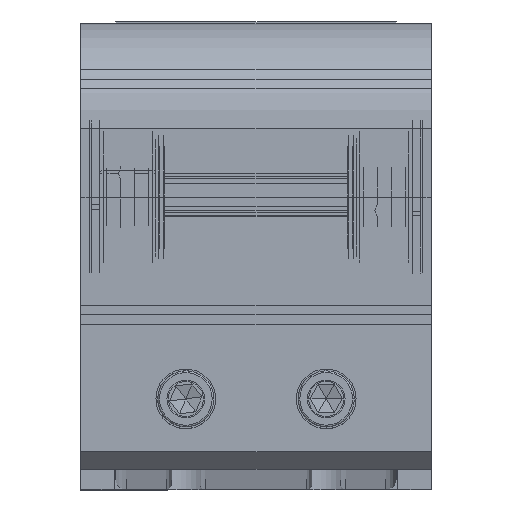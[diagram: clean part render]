
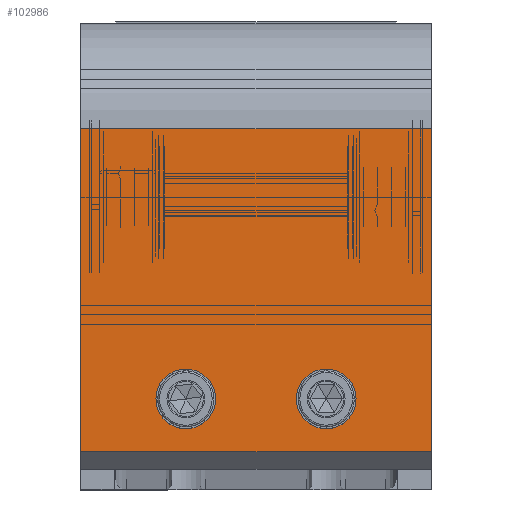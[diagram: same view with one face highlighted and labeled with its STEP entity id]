
A CAD part, top view. The second image highlights one B-rep face of the part: STEP entity #102986.
In plain terms, the highlighted planar face has unit normal (0, 0, 1).
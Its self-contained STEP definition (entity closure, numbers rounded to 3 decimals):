
#396 = DIRECTION ( 'NONE',  ( 1., 0., 0. ) ) ;
#3540 = DIRECTION ( 'NONE',  ( 0., 0., -1. ) ) ;
#4028 = DIRECTION ( 'NONE',  ( 0., 0., 1. ) ) ;
#6682 = ORIENTED_EDGE ( 'NONE', *, *, #102080, .F. ) ;
#21282 = CIRCLE ( 'NONE', #95876, 8.5 ) ;
#30251 = CARTESIAN_POINT ( 'NONE',  ( 131.658, 218.108, 657.202 ) ) ;
#38721 = VECTOR ( 'NONE', #132542, 1000. ) ;
#40826 = CARTESIAN_POINT ( 'NONE',  ( 101.658, 203.108, 657.202 ) ) ;
#42474 = AXIS2_PLACEMENT_3D ( 'NONE', #288170, #121607, #120085 ) ;
#43044 = VERTEX_POINT ( 'NONE', #176793 ) ;
#45648 = CARTESIAN_POINT ( 'NONE',  ( 101.658, 203.108, 657.202 ) ) ;
#49242 = ORIENTED_EDGE ( 'NONE', *, *, #214776, .F. ) ;
#50081 = FACE_OUTER_BOUND ( 'NONE', #122110, .T. ) ;
#51690 = EDGE_CURVE ( 'NONE', #130660, #225504, #233644, .T. ) ;
#63409 = DIRECTION ( 'NONE',  ( 0., -1., 0. ) ) ;
#66487 = LINE ( 'NONE', #274967, #129714 ) ;
#67911 = ORIENTED_EDGE ( 'NONE', *, *, #140887, .F. ) ;
#67922 = CARTESIAN_POINT ( 'NONE',  ( 180.158, 218.108, 657.202 ) ) ;
#84160 = ORIENTED_EDGE ( 'NONE', *, *, #226195, .T. ) ;
#87502 = DIRECTION ( 'NONE',  ( 0., 0., 1. ) ) ;
#95876 = AXIS2_PLACEMENT_3D ( 'NONE', #229020, #87502, #106174 ) ;
#97708 = VERTEX_POINT ( 'NONE', #270931 ) ;
#98282 = DIRECTION ( 'NONE',  ( 0., 1., 0. ) ) ;
#99408 = VECTOR ( 'NONE', #258221, 1000. ) ;
#102080 = EDGE_CURVE ( 'NONE', #43044, #298033, #21282, .T. ) ;
#102178 = VERTEX_POINT ( 'NONE', #40826 ) ;
#102986 = ADVANCED_FACE ( 'NONE', ( #285065, #191536, #50081 ), #306865, .F. ) ;
#105080 = AXIS2_PLACEMENT_3D ( 'NONE', #30251, #4028, #125079 ) ;
#106174 = DIRECTION ( 'NONE',  ( 1., 0., 0. ) ) ;
#119815 = CARTESIAN_POINT ( 'NONE',  ( 101.658, 295.108, 657.202 ) ) ;
#120085 = DIRECTION ( 'NONE',  ( 1., 0., 0. ) ) ;
#121607 = DIRECTION ( 'NONE',  ( 0., 0., 1. ) ) ;
#122110 = EDGE_LOOP ( 'NONE', ( #84160, #67911, #274712, #168580 ) ) ;
#125079 = DIRECTION ( 'NONE',  ( 1., 0., 0. ) ) ;
#126049 = EDGE_CURVE ( 'NONE', #298033, #43044, #239209, .T. ) ;
#126315 = EDGE_LOOP ( 'NONE', ( #134797, #49242 ) ) ;
#129714 = VECTOR ( 'NONE', #63409, 1000. ) ;
#130660 = VERTEX_POINT ( 'NONE', #67922 ) ;
#132542 = DIRECTION ( 'NONE',  ( -1., 0., 0. ) ) ;
#134797 = ORIENTED_EDGE ( 'NONE', *, *, #51690, .F. ) ;
#140887 = EDGE_CURVE ( 'NONE', #266818, #102178, #180688, .T. ) ;
#141514 = CIRCLE ( 'NONE', #42474, 8.5 ) ;
#144976 = DIRECTION ( 'NONE',  ( 0., -1., 0. ) ) ;
#156986 = EDGE_CURVE ( 'NONE', #97708, #254143, #303439, .T. ) ;
#161255 = EDGE_LOOP ( 'NONE', ( #272242, #6682 ) ) ;
#168580 = ORIENTED_EDGE ( 'NONE', *, *, #156986, .T. ) ;
#176793 = CARTESIAN_POINT ( 'NONE',  ( 123.158, 218.108, 657.202 ) ) ;
#180688 = LINE ( 'NONE', #250890, #38721 ) ;
#191536 = FACE_BOUND ( 'NONE', #126315, .T. ) ;
#195705 = CARTESIAN_POINT ( 'NONE',  ( 140.158, 218.108, 657.202 ) ) ;
#198964 = AXIS2_PLACEMENT_3D ( 'NONE', #263114, #283453, #396 ) ;
#201211 = VECTOR ( 'NONE', #144976, 1000. ) ;
#206907 = CARTESIAN_POINT ( 'NONE',  ( 201.658, 295.108, 657.202 ) ) ;
#211981 = LINE ( 'NONE', #45648, #201211 ) ;
#214776 = EDGE_CURVE ( 'NONE', #225504, #130660, #141514, .T. ) ;
#223504 = EDGE_CURVE ( 'NONE', #97708, #266818, #66487, .T. ) ;
#225504 = VERTEX_POINT ( 'NONE', #242104 ) ;
#226195 = EDGE_CURVE ( 'NONE', #254143, #102178, #211981, .T. ) ;
#229020 = CARTESIAN_POINT ( 'NONE',  ( 131.658, 218.108, 657.202 ) ) ;
#233440 = CARTESIAN_POINT ( 'NONE',  ( 201.658, 203.108, 657.202 ) ) ;
#233644 = CIRCLE ( 'NONE', #198964, 8.5 ) ;
#239209 = CIRCLE ( 'NONE', #105080, 8.5 ) ;
#242104 = CARTESIAN_POINT ( 'NONE',  ( 163.158, 218.108, 657.202 ) ) ;
#245714 = AXIS2_PLACEMENT_3D ( 'NONE', #261653, #3540, #98282 ) ;
#250890 = CARTESIAN_POINT ( 'NONE',  ( 201.658, 203.108, 657.202 ) ) ;
#254143 = VERTEX_POINT ( 'NONE', #119815 ) ;
#258221 = DIRECTION ( 'NONE',  ( -1., 0., 0. ) ) ;
#261653 = CARTESIAN_POINT ( 'NONE',  ( 201.658, 203.108, 657.202 ) ) ;
#263114 = CARTESIAN_POINT ( 'NONE',  ( 171.658, 218.108, 657.202 ) ) ;
#266818 = VERTEX_POINT ( 'NONE', #233440 ) ;
#270931 = CARTESIAN_POINT ( 'NONE',  ( 201.658, 295.108, 657.202 ) ) ;
#272242 = ORIENTED_EDGE ( 'NONE', *, *, #126049, .F. ) ;
#274712 = ORIENTED_EDGE ( 'NONE', *, *, #223504, .F. ) ;
#274967 = CARTESIAN_POINT ( 'NONE',  ( 201.658, 203.108, 657.202 ) ) ;
#283453 = DIRECTION ( 'NONE',  ( 0., 0., 1. ) ) ;
#285065 = FACE_BOUND ( 'NONE', #161255, .T. ) ;
#288170 = CARTESIAN_POINT ( 'NONE',  ( 171.658, 218.108, 657.202 ) ) ;
#298033 = VERTEX_POINT ( 'NONE', #195705 ) ;
#303439 = LINE ( 'NONE', #206907, #99408 ) ;
#306865 = PLANE ( 'NONE',  #245714 ) ;
